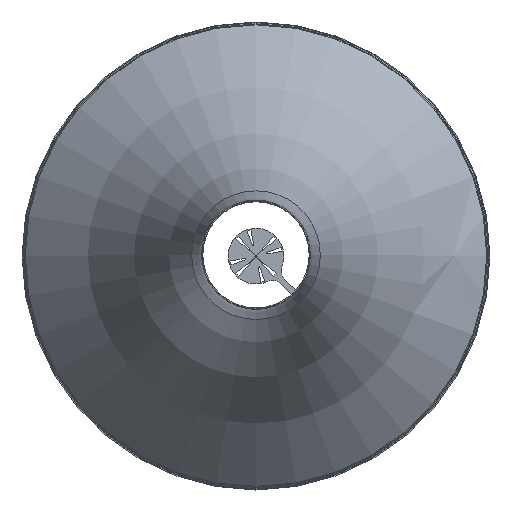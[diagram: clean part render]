
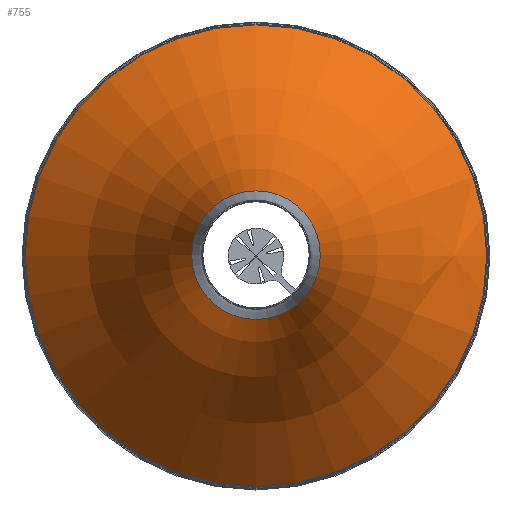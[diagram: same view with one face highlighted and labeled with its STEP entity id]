
A CAD part, top view. The second image highlights one B-rep face of the part: STEP entity #755.
In plain terms, the highlighted toroidal (fillet/blend) face has major radius 1336.5 mm and minor radius 1200 mm.
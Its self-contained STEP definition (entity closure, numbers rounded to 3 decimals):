
#755=ADVANCED_FACE('',(#1643,#1644),#1645,.F.);
#1643=FACE_OUTER_BOUND('',#2918,.T.);
#1644=FACE_OUTER_BOUND('',#2919,.T.);
#1645=TOROIDAL_SURFACE('',#2920,1336.5,1200.);
#2918=EDGE_LOOP('',(#4339));
#2919=EDGE_LOOP('',(#4340));
#2920=AXIS2_PLACEMENT_3D('',#4341,#4342,#4343);
#4339=ORIENTED_EDGE('',*,*,#7393,.T.);
#4340=ORIENTED_EDGE('',*,*,#7391,.F.);
#4341=CARTESIAN_POINT('',(0.0,0.0,1776.009));
#4342=DIRECTION('',(0.0,0.0,1.0));
#4343=DIRECTION('',(1.0,0.0,0.0));
#7391=EDGE_CURVE('',#8723,#8723,#8724,.F.);
#7393=EDGE_CURVE('',#8726,#8726,#8727,.T.);
#8723=VERTEX_POINT('',#11705);
#8724=CIRCLE('',#11706,161.467);
#8726=VERTEX_POINT('',#11708);
#8727=CIRCLE('',#11709,581.293);
#11705=CARTESIAN_POINT('',(-161.467,0.,1532.5));
#11706=AXIS2_PLACEMENT_3D('',#15451,#15452,#15453);
#11708=CARTESIAN_POINT('',(581.293,0.0,843.451));
#11709=AXIS2_PLACEMENT_3D('',#15454,#15455,#15456);
#15451=CARTESIAN_POINT('',(0.0,0.0,1532.5));
#15452=DIRECTION('',(0.0,0.0,-1.0));
#15453=DIRECTION('',(-1.0,0.0,0.0));
#15454=CARTESIAN_POINT('',(0.0,0.0,843.451));
#15455=DIRECTION('',(0.0,0.0,1.0));
#15456=DIRECTION('',(1.0,0.0,0.0));
